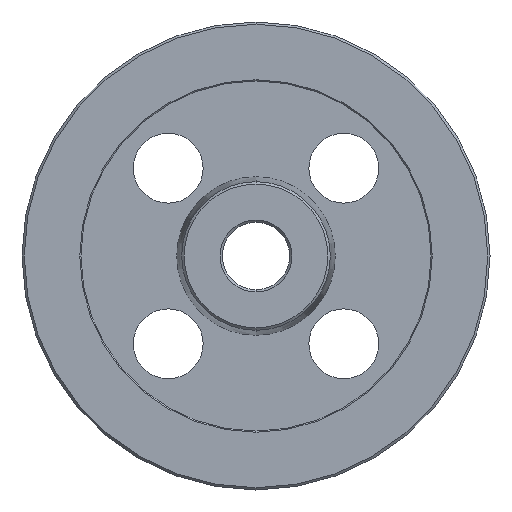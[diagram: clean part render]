
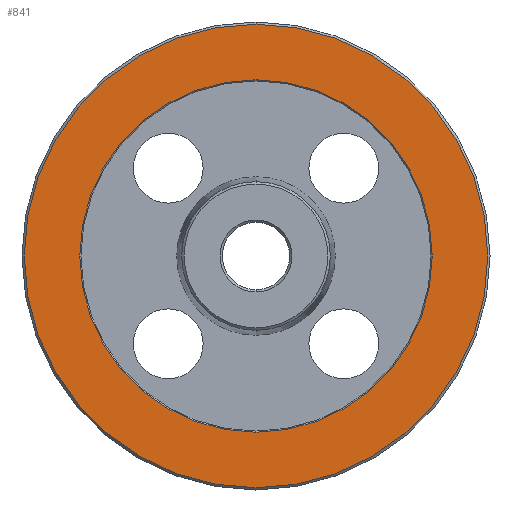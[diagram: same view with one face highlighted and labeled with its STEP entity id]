
A CAD part, left-side view. The second image highlights one B-rep face of the part: STEP entity #841.
In plain terms, the highlighted planar face has unit normal (-1, 0, 0).
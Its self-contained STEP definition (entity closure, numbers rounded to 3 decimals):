
#51 = CARTESIAN_POINT ( 'NONE',  ( 3., 0., 0. ) ) ;
#77 = DIRECTION ( 'NONE',  ( -1., 0., 0. ) ) ;
#174 = EDGE_CURVE ( 'NONE', #763, #934, #842, .T. ) ;
#209 = VERTEX_POINT ( 'NONE', #1122 ) ;
#261 = DIRECTION ( 'NONE',  ( 0., 0., 1. ) ) ;
#312 = CARTESIAN_POINT ( 'NONE',  ( 3., 0., 0. ) ) ;
#328 = VERTEX_POINT ( 'NONE', #1062 ) ;
#500 = CIRCLE ( 'NONE', #1049, 78.5 ) ;
#550 = AXIS2_PLACEMENT_3D ( 'NONE', #51, #1388, #1482 ) ;
#571 = EDGE_CURVE ( 'NONE', #209, #328, #920, .T. ) ;
#575 = CARTESIAN_POINT ( 'NONE',  ( 3., 0., -78.5 ) ) ;
#642 = DIRECTION ( 'NONE',  ( 0., 0., 1. ) ) ;
#649 = DIRECTION ( 'NONE',  ( 1., 0., 0. ) ) ;
#715 = ORIENTED_EDGE ( 'NONE', *, *, #856, .T. ) ;
#725 = DIRECTION ( 'NONE',  ( -1., 0., 0. ) ) ;
#761 = PLANE ( 'NONE',  #1169 ) ;
#763 = VERTEX_POINT ( 'NONE', #575 ) ;
#767 = DIRECTION ( 'NONE',  ( 0., 0., 1. ) ) ;
#838 = FACE_BOUND ( 'NONE', #1053, .T. ) ;
#841 = ADVANCED_FACE ( 'NONE', ( #838, #1480 ), #761, .T. ) ;
#842 = CIRCLE ( 'NONE', #1045, 78.5 ) ;
#852 = CARTESIAN_POINT ( 'NONE',  ( 3., 0., 0. ) ) ;
#856 = EDGE_CURVE ( 'NONE', #934, #763, #500, .T. ) ;
#897 = AXIS2_PLACEMENT_3D ( 'NONE', #1408, #725, #1068 ) ;
#920 = CIRCLE ( 'NONE', #550, 103.25 ) ;
#934 = VERTEX_POINT ( 'NONE', #1157 ) ;
#972 = ORIENTED_EDGE ( 'NONE', *, *, #174, .T. ) ;
#1045 = AXIS2_PLACEMENT_3D ( 'NONE', #312, #1452, #642 ) ;
#1049 = AXIS2_PLACEMENT_3D ( 'NONE', #852, #649, #261 ) ;
#1053 = EDGE_LOOP ( 'NONE', ( #715, #972 ) ) ;
#1062 = CARTESIAN_POINT ( 'NONE',  ( 3., 0., -103.25 ) ) ;
#1065 = EDGE_CURVE ( 'NONE', #328, #209, #1120, .T. ) ;
#1068 = DIRECTION ( 'NONE',  ( 0., 0., 1. ) ) ;
#1097 = ORIENTED_EDGE ( 'NONE', *, *, #571, .T. ) ;
#1120 = CIRCLE ( 'NONE', #897, 103.25 ) ;
#1122 = CARTESIAN_POINT ( 'NONE',  ( 3., 0., 103.25 ) ) ;
#1157 = CARTESIAN_POINT ( 'NONE',  ( 3., 0., 78.5 ) ) ;
#1169 = AXIS2_PLACEMENT_3D ( 'NONE', #1307, #77, #767 ) ;
#1196 = EDGE_LOOP ( 'NONE', ( #1339, #1097 ) ) ;
#1307 = CARTESIAN_POINT ( 'NONE',  ( 3., 34.15, 0. ) ) ;
#1339 = ORIENTED_EDGE ( 'NONE', *, *, #1065, .T. ) ;
#1388 = DIRECTION ( 'NONE',  ( -1., 0., 0. ) ) ;
#1408 = CARTESIAN_POINT ( 'NONE',  ( 3., 0., 0. ) ) ;
#1452 = DIRECTION ( 'NONE',  ( 1., 0., 0. ) ) ;
#1480 = FACE_OUTER_BOUND ( 'NONE', #1196, .T. ) ;
#1482 = DIRECTION ( 'NONE',  ( 0., 0., 1. ) ) ;
